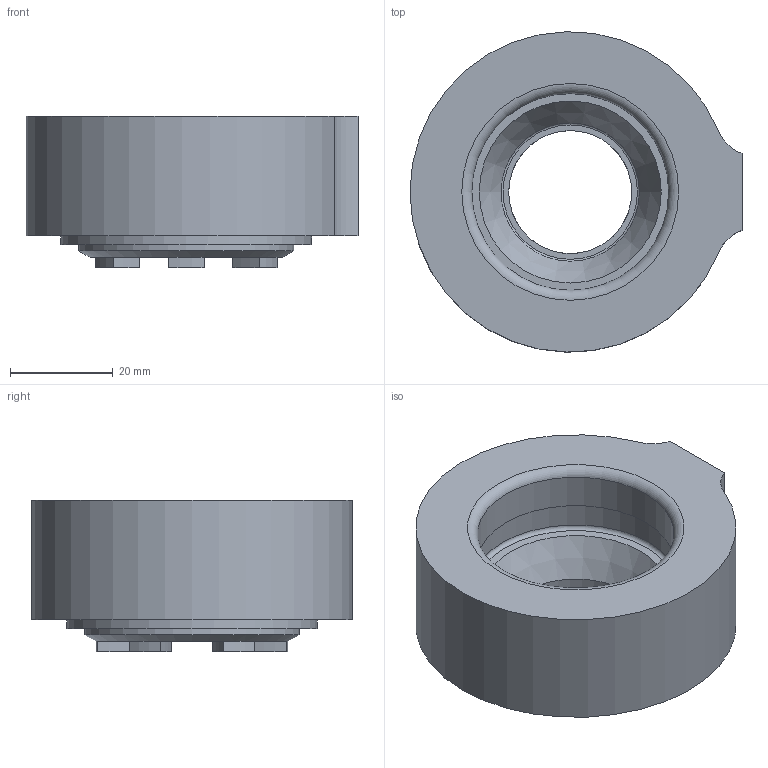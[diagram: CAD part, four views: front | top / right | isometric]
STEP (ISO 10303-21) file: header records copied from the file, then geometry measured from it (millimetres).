
FILE_DESCRIPTION(/* description */ (''),/* implementation_level */ '2;1');
FILE_NAME(/* name */ '373219000.stp',/* time_stamp */ '2022-09-23T07:57:08',/* author */ ('Ratnasingam Jekanthan'),/* organization */ ('REGO-FIX'),/* preprocessor_version */ ' Unknown',/* originating_system */ 'SIEMENS PLM Software Solid Edge ST10',/* authorization */ 'Unknown');
FILE_SCHEMA (('AUTOMOTIVE_DESIGN { 1 0 10303 214 2 1 1}'));
Length unit declared in the file: millimetre
Products named in the file (1): NOCUT
Bounding box: 64.75 x 62.48 x 29.5 mm (x, y, z)
Volume: 52540.6 mm3; surface area: 13827.6 mm2
Topology: 1 solids, 1 shells, 59 faces, 142 edges, 89 vertices
Faces by surface type: cylinder 31, plane 22, cone 3, torus 3
Full cylindrical faces by diameter (mm): 8.566 x1, 24 x1, 27 x1, 38.376 x1, 40.5 x1, 41.9 x1, 48.9 x1
Entity records: 2096 total; most frequent: DIRECTION 332, CARTESIAN_POINT 279, ORIENTED_EDGE 248, AXIS2_PLACEMENT_3D 147, EDGE_CURVE 124, VERTEX_POINT 84, CIRCLE 84, EDGE_LOOP 78
